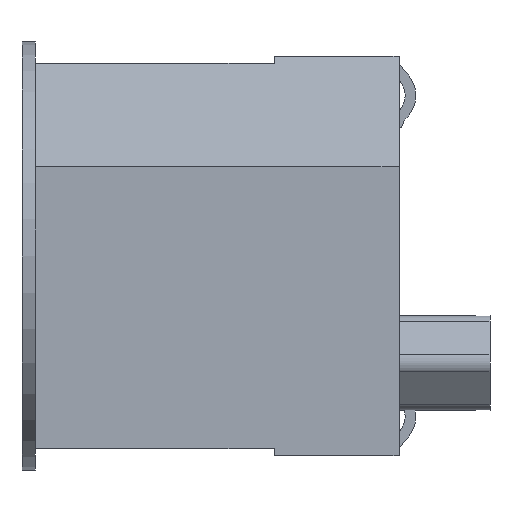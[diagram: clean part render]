
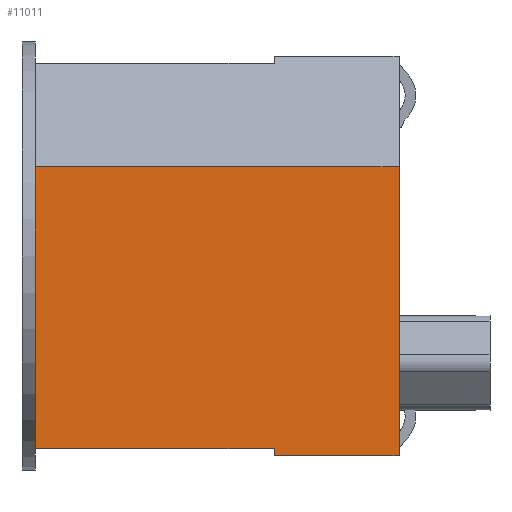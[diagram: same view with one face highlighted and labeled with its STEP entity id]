
A CAD part, left-side view. The second image highlights one B-rep face of the part: STEP entity #11011.
In plain terms, the highlighted planar face has unit normal (-1, 0, 0).
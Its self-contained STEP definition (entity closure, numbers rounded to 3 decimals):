
#741=ORIENTED_EDGE('',*,*,#3863,.F.);
#742=ORIENTED_EDGE('',*,*,#3852,.F.);
#743=ORIENTED_EDGE('',*,*,#3864,.T.);
#744=ORIENTED_EDGE('',*,*,#3859,.F.);
#745=ORIENTED_EDGE('',*,*,#3865,.T.);
#746=ORIENTED_EDGE('',*,*,#3866,.T.);
#3852=EDGE_CURVE('',#5401,#5402,#6480,.T.);
#3859=EDGE_CURVE('',#5408,#5409,#6487,.T.);
#3863=EDGE_CURVE('',#5402,#5412,#6491,.T.);
#3864=EDGE_CURVE('',#5401,#5409,#6492,.T.);
#3865=EDGE_CURVE('',#5408,#5413,#6493,.T.);
#3866=EDGE_CURVE('',#5413,#5412,#6494,.T.);
#5401=VERTEX_POINT('',#15666);
#5402=VERTEX_POINT('',#15668);
#5408=VERTEX_POINT('',#15683);
#5409=VERTEX_POINT('',#15684);
#5412=VERTEX_POINT('',#15692);
#5413=VERTEX_POINT('',#15695);
#6480=LINE('',#15667,#7680);
#6487=LINE('',#15682,#7687);
#6491=LINE('',#15691,#7691);
#6492=LINE('',#15693,#7692);
#6493=LINE('',#15694,#7693);
#6494=LINE('',#15696,#7694);
#7680=VECTOR('',#12606,1000.);
#7687=VECTOR('',#12617,1000.);
#7691=VECTOR('',#12623,1000.);
#7692=VECTOR('',#12624,1000.);
#7693=VECTOR('',#12625,1000.);
#7694=VECTOR('',#12626,1000.);
#8774=EDGE_LOOP('',(#741,#742,#743,#744,#745,#746));
#9312=FACE_BOUND('',#8774,.T.);
#9849=PLANE('',#11560);
#11011=ADVANCED_FACE('',(#9312),#9849,.F.);
#11560=AXIS2_PLACEMENT_3D('',#15690,#12621,#12622);
#12606=DIRECTION('',(0.,0.,1.));
#12617=DIRECTION('',(0.,0.,1.));
#12621=DIRECTION('',(1.,0.,0.));
#12622=DIRECTION('',(0.,0.,-1.));
#12623=DIRECTION('',(0.,-1.,0.));
#12624=DIRECTION('',(0.,-1.,0.));
#12625=DIRECTION('',(0.,-1.,0.));
#12626=DIRECTION('',(0.,0.,1.));
#15666=CARTESIAN_POINT('',(-5.,5.1,-2.7));
#15667=CARTESIAN_POINT('',(-5.,5.1,-2.7));
#15668=CARTESIAN_POINT('',(-5.,5.1,1.25));
#15682=CARTESIAN_POINT('',(-5.,1.75,-2.8));
#15683=CARTESIAN_POINT('',(-5.,1.75,-2.8));
#15684=CARTESIAN_POINT('',(-5.,1.75,-2.7));
#15690=CARTESIAN_POINT('',(-5.,1.75,-2.8));
#15691=CARTESIAN_POINT('',(-5.,1.75,1.25));
#15692=CARTESIAN_POINT('',(-5.,0.,1.25));
#15693=CARTESIAN_POINT('',(-5.,5.1,-2.7));
#15694=CARTESIAN_POINT('',(-5.,1.75,-2.8));
#15695=CARTESIAN_POINT('',(-5.,0.,-2.8));
#15696=CARTESIAN_POINT('',(-5.,0.,-2.8));
